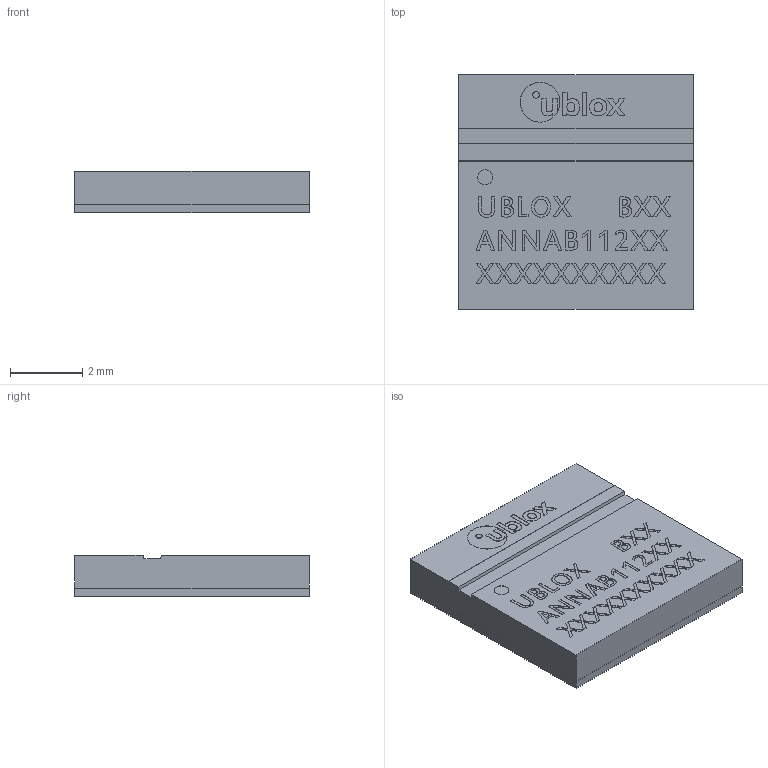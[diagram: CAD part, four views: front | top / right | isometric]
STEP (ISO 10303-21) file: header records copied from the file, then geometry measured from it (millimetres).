
FILE_DESCRIPTION(('STEP AP214'),'1');
FILE_NAME('u-blox_ANNA-B1-LGA52 (STEP-AP214).step','2018-05-16T08:44:16',(' '),(' '),'Spatial InterOp 3D',' ',' ');
FILE_SCHEMA(('automotive_design'));
Length unit declared in the file: metre
Products named in the file (4): u-blox_ANNA-B1-LGA52; Pads; Substrate; Mouldering
Assembly tree (3 placements, depth 2):
  u-blox_ANNA-B1-LGA52
    Pads
    Substrate
    Mouldering
Bounding box: 6.5 x 6.5 x 1.15 mm (x, y, z)
Volume: 47.8 mm3; surface area: 214.5 mm2
Topology: 55 solids, 55 shells, 1195 faces, 3114 edges, 2076 vertices
Faces by surface type: plane 713, bspline 479, cylinder 3
Full cylindrical faces by diameter (mm): 0.414 x1
Entity records: 48244 total; most frequent: CARTESIAN_POINT 12615, ORIENTED_EDGE 6226, DIRECTION 3601, EDGE_CURVE 3113, LINE 2149, VECTOR 2149, VERTEX_POINT 2076, EDGE_LOOP 1243
